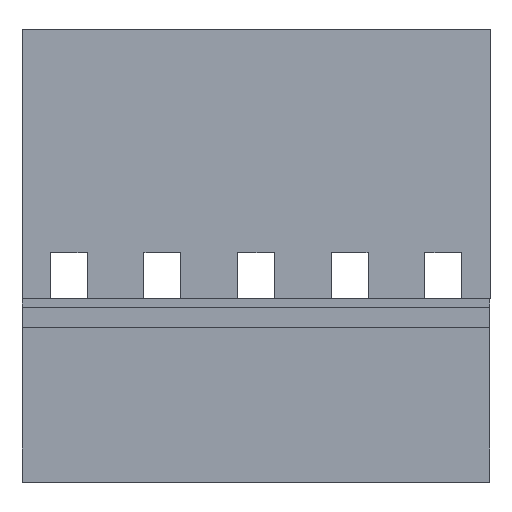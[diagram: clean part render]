
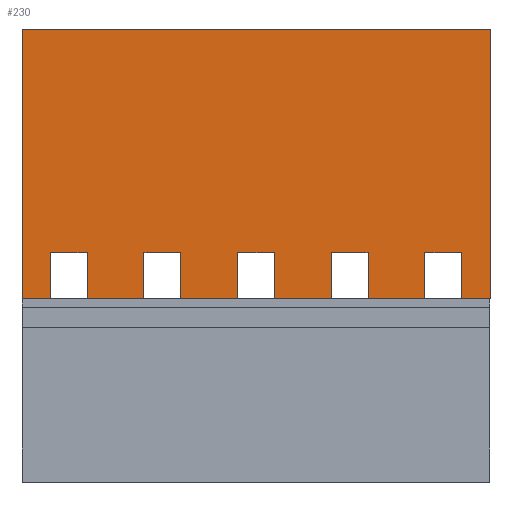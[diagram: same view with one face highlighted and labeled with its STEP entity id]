
A CAD part, front view. The second image highlights one B-rep face of the part: STEP entity #230.
In plain terms, the highlighted planar face has unit normal (0, -1, 0).
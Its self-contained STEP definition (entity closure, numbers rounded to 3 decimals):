
#34=AXIS2_PLACEMENT_3D('Plane Axis2P3D',#31,#32,#33) ;
#31=CARTESIAN_POINT('Axis2P3D Location',(0.,0.8,9.5)) ;
#36=CARTESIAN_POINT('Line Origine',(24.63,0.8,9.95)) ;
#40=CARTESIAN_POINT('Vertex',(23.86,0.8,9.95)) ;
#42=CARTESIAN_POINT('Vertex',(25.4,0.8,9.95)) ;
#45=CARTESIAN_POINT('Line Origine',(25.4,0.8,17.25)) ;
#49=CARTESIAN_POINT('Vertex',(25.4,0.8,24.55)) ;
#52=CARTESIAN_POINT('Line Origine',(12.7,0.8,24.55)) ;
#56=CARTESIAN_POINT('Vertex',(0.,0.8,24.55)) ;
#59=CARTESIAN_POINT('Line Origine',(0.,0.8,17.25)) ;
#63=CARTESIAN_POINT('Vertex',(0.,0.8,9.95)) ;
#66=CARTESIAN_POINT('Line Origine',(0.77,0.8,9.95)) ;
#70=CARTESIAN_POINT('Vertex',(1.54,0.8,9.95)) ;
#73=CARTESIAN_POINT('Line Origine',(1.54,0.8,11.2)) ;
#77=CARTESIAN_POINT('Vertex',(1.54,0.8,12.45)) ;
#80=CARTESIAN_POINT('Line Origine',(2.54,0.8,12.45)) ;
#84=CARTESIAN_POINT('Vertex',(3.54,0.8,12.45)) ;
#87=CARTESIAN_POINT('Line Origine',(3.54,0.8,11.2)) ;
#91=CARTESIAN_POINT('Vertex',(3.54,0.8,9.95)) ;
#94=CARTESIAN_POINT('Line Origine',(5.08,0.8,9.95)) ;
#98=CARTESIAN_POINT('Vertex',(6.62,0.8,9.95)) ;
#101=CARTESIAN_POINT('Line Origine',(6.62,0.8,11.2)) ;
#105=CARTESIAN_POINT('Vertex',(6.62,0.8,12.45)) ;
#108=CARTESIAN_POINT('Line Origine',(7.62,0.8,12.45)) ;
#112=CARTESIAN_POINT('Vertex',(8.62,0.8,12.45)) ;
#115=CARTESIAN_POINT('Line Origine',(8.62,0.8,11.2)) ;
#119=CARTESIAN_POINT('Vertex',(8.62,0.8,9.95)) ;
#122=CARTESIAN_POINT('Line Origine',(10.16,0.8,9.95)) ;
#126=CARTESIAN_POINT('Vertex',(11.7,0.8,9.95)) ;
#129=CARTESIAN_POINT('Line Origine',(11.7,0.8,11.2)) ;
#133=CARTESIAN_POINT('Vertex',(11.7,0.8,12.45)) ;
#136=CARTESIAN_POINT('Line Origine',(12.7,0.8,12.45)) ;
#140=CARTESIAN_POINT('Vertex',(13.7,0.8,12.45)) ;
#143=CARTESIAN_POINT('Line Origine',(13.7,0.8,11.2)) ;
#147=CARTESIAN_POINT('Vertex',(13.7,0.8,9.95)) ;
#150=CARTESIAN_POINT('Line Origine',(15.24,0.8,9.95)) ;
#154=CARTESIAN_POINT('Vertex',(16.78,0.8,9.95)) ;
#157=CARTESIAN_POINT('Line Origine',(16.78,0.8,11.2)) ;
#161=CARTESIAN_POINT('Vertex',(16.78,0.8,12.45)) ;
#164=CARTESIAN_POINT('Line Origine',(17.78,0.8,12.45)) ;
#168=CARTESIAN_POINT('Vertex',(18.78,0.8,12.45)) ;
#171=CARTESIAN_POINT('Line Origine',(18.78,0.8,11.2)) ;
#175=CARTESIAN_POINT('Vertex',(18.78,0.8,9.95)) ;
#178=CARTESIAN_POINT('Line Origine',(20.32,0.8,9.95)) ;
#182=CARTESIAN_POINT('Vertex',(21.86,0.8,9.95)) ;
#185=CARTESIAN_POINT('Line Origine',(21.86,0.8,11.2)) ;
#189=CARTESIAN_POINT('Vertex',(21.86,0.8,12.45)) ;
#192=CARTESIAN_POINT('Line Origine',(22.86,0.8,12.45)) ;
#196=CARTESIAN_POINT('Vertex',(23.86,0.8,12.45)) ;
#199=CARTESIAN_POINT('Line Origine',(23.86,0.8,11.2)) ;
#32=DIRECTION('Axis2P3D Direction',(0.,-1.,0.)) ;
#33=DIRECTION('Axis2P3D XDirection',(0.,0.,-1.)) ;
#37=DIRECTION('Vector Direction',(1.,0.,0.)) ;
#46=DIRECTION('Vector Direction',(0.,0.,-1.)) ;
#53=DIRECTION('Vector Direction',(1.,0.,0.)) ;
#60=DIRECTION('Vector Direction',(0.,0.,-1.)) ;
#67=DIRECTION('Vector Direction',(1.,0.,0.)) ;
#74=DIRECTION('Vector Direction',(0.,0.,1.)) ;
#81=DIRECTION('Vector Direction',(1.,0.,0.)) ;
#88=DIRECTION('Vector Direction',(0.,0.,1.)) ;
#95=DIRECTION('Vector Direction',(1.,0.,0.)) ;
#102=DIRECTION('Vector Direction',(0.,0.,1.)) ;
#109=DIRECTION('Vector Direction',(1.,0.,0.)) ;
#116=DIRECTION('Vector Direction',(0.,0.,1.)) ;
#123=DIRECTION('Vector Direction',(1.,0.,0.)) ;
#130=DIRECTION('Vector Direction',(0.,0.,1.)) ;
#137=DIRECTION('Vector Direction',(1.,0.,0.)) ;
#144=DIRECTION('Vector Direction',(0.,0.,1.)) ;
#151=DIRECTION('Vector Direction',(1.,0.,0.)) ;
#158=DIRECTION('Vector Direction',(0.,0.,1.)) ;
#165=DIRECTION('Vector Direction',(1.,0.,0.)) ;
#172=DIRECTION('Vector Direction',(0.,0.,1.)) ;
#179=DIRECTION('Vector Direction',(1.,0.,0.)) ;
#186=DIRECTION('Vector Direction',(0.,0.,1.)) ;
#193=DIRECTION('Vector Direction',(1.,0.,0.)) ;
#200=DIRECTION('Vector Direction',(0.,0.,1.)) ;
#38=VECTOR('Line Direction',#37,1.) ;
#47=VECTOR('Line Direction',#46,1.) ;
#54=VECTOR('Line Direction',#53,1.) ;
#61=VECTOR('Line Direction',#60,1.) ;
#68=VECTOR('Line Direction',#67,1.) ;
#75=VECTOR('Line Direction',#74,1.) ;
#82=VECTOR('Line Direction',#81,1.) ;
#89=VECTOR('Line Direction',#88,1.) ;
#96=VECTOR('Line Direction',#95,1.) ;
#103=VECTOR('Line Direction',#102,1.) ;
#110=VECTOR('Line Direction',#109,1.) ;
#117=VECTOR('Line Direction',#116,1.) ;
#124=VECTOR('Line Direction',#123,1.) ;
#131=VECTOR('Line Direction',#130,1.) ;
#138=VECTOR('Line Direction',#137,1.) ;
#145=VECTOR('Line Direction',#144,1.) ;
#152=VECTOR('Line Direction',#151,1.) ;
#159=VECTOR('Line Direction',#158,1.) ;
#166=VECTOR('Line Direction',#165,1.) ;
#173=VECTOR('Line Direction',#172,1.) ;
#180=VECTOR('Line Direction',#179,1.) ;
#187=VECTOR('Line Direction',#186,1.) ;
#194=VECTOR('Line Direction',#193,1.) ;
#201=VECTOR('Line Direction',#200,1.) ;
#205=ORIENTED_EDGE('',*,*,#44,.T.) ;
#206=ORIENTED_EDGE('',*,*,#51,.T.) ;
#207=ORIENTED_EDGE('',*,*,#58,.F.) ;
#208=ORIENTED_EDGE('',*,*,#65,.F.) ;
#209=ORIENTED_EDGE('',*,*,#72,.T.) ;
#210=ORIENTED_EDGE('',*,*,#79,.T.) ;
#211=ORIENTED_EDGE('',*,*,#86,.T.) ;
#212=ORIENTED_EDGE('',*,*,#93,.F.) ;
#213=ORIENTED_EDGE('',*,*,#100,.T.) ;
#214=ORIENTED_EDGE('',*,*,#107,.T.) ;
#215=ORIENTED_EDGE('',*,*,#114,.T.) ;
#216=ORIENTED_EDGE('',*,*,#121,.F.) ;
#217=ORIENTED_EDGE('',*,*,#128,.T.) ;
#218=ORIENTED_EDGE('',*,*,#135,.T.) ;
#219=ORIENTED_EDGE('',*,*,#142,.T.) ;
#220=ORIENTED_EDGE('',*,*,#149,.F.) ;
#221=ORIENTED_EDGE('',*,*,#156,.T.) ;
#222=ORIENTED_EDGE('',*,*,#163,.T.) ;
#223=ORIENTED_EDGE('',*,*,#170,.T.) ;
#224=ORIENTED_EDGE('',*,*,#177,.F.) ;
#225=ORIENTED_EDGE('',*,*,#184,.T.) ;
#226=ORIENTED_EDGE('',*,*,#191,.T.) ;
#227=ORIENTED_EDGE('',*,*,#198,.T.) ;
#228=ORIENTED_EDGE('',*,*,#203,.F.) ;
#230=ADVANCED_FACE('_BLC 5.08/5R OR 1610520000',(#229),#35,.T.) ;
#44=EDGE_CURVE('',#41,#43,#39,.T.) ;
#51=EDGE_CURVE('',#43,#50,#48,.F.) ;
#58=EDGE_CURVE('',#57,#50,#55,.T.) ;
#65=EDGE_CURVE('',#64,#57,#62,.F.) ;
#72=EDGE_CURVE('',#64,#71,#69,.T.) ;
#79=EDGE_CURVE('',#71,#78,#76,.T.) ;
#86=EDGE_CURVE('',#78,#85,#83,.T.) ;
#93=EDGE_CURVE('',#92,#85,#90,.T.) ;
#100=EDGE_CURVE('',#92,#99,#97,.T.) ;
#107=EDGE_CURVE('',#99,#106,#104,.T.) ;
#114=EDGE_CURVE('',#106,#113,#111,.T.) ;
#121=EDGE_CURVE('',#120,#113,#118,.T.) ;
#128=EDGE_CURVE('',#120,#127,#125,.T.) ;
#135=EDGE_CURVE('',#127,#134,#132,.T.) ;
#142=EDGE_CURVE('',#134,#141,#139,.T.) ;
#149=EDGE_CURVE('',#148,#141,#146,.T.) ;
#156=EDGE_CURVE('',#148,#155,#153,.T.) ;
#163=EDGE_CURVE('',#155,#162,#160,.T.) ;
#170=EDGE_CURVE('',#162,#169,#167,.T.) ;
#177=EDGE_CURVE('',#176,#169,#174,.T.) ;
#184=EDGE_CURVE('',#176,#183,#181,.T.) ;
#191=EDGE_CURVE('',#183,#190,#188,.T.) ;
#198=EDGE_CURVE('',#190,#197,#195,.T.) ;
#203=EDGE_CURVE('',#41,#197,#202,.T.) ;
#204=EDGE_LOOP('',(#205,#206,#207,#208,#209,#210,#211,#212,#213,#214,#215,#216,#217,#218,#219,#220,#221,#222,#223,#224,#225,#226,#227,#228)) ;
#229=FACE_OUTER_BOUND('',#204,.T.) ;
#39=LINE('Line',#36,#38) ;
#48=LINE('Line',#45,#47) ;
#55=LINE('Line',#52,#54) ;
#62=LINE('Line',#59,#61) ;
#69=LINE('Line',#66,#68) ;
#76=LINE('Line',#73,#75) ;
#83=LINE('Line',#80,#82) ;
#90=LINE('Line',#87,#89) ;
#97=LINE('Line',#94,#96) ;
#104=LINE('Line',#101,#103) ;
#111=LINE('Line',#108,#110) ;
#118=LINE('Line',#115,#117) ;
#125=LINE('Line',#122,#124) ;
#132=LINE('Line',#129,#131) ;
#139=LINE('Line',#136,#138) ;
#146=LINE('Line',#143,#145) ;
#153=LINE('Line',#150,#152) ;
#160=LINE('Line',#157,#159) ;
#167=LINE('Line',#164,#166) ;
#174=LINE('Line',#171,#173) ;
#181=LINE('Line',#178,#180) ;
#188=LINE('Line',#185,#187) ;
#195=LINE('Line',#192,#194) ;
#202=LINE('Line',#199,#201) ;
#35=PLANE('',#34) ;
#41=VERTEX_POINT('',#40) ;
#43=VERTEX_POINT('',#42) ;
#50=VERTEX_POINT('',#49) ;
#57=VERTEX_POINT('',#56) ;
#64=VERTEX_POINT('',#63) ;
#71=VERTEX_POINT('',#70) ;
#78=VERTEX_POINT('',#77) ;
#85=VERTEX_POINT('',#84) ;
#92=VERTEX_POINT('',#91) ;
#99=VERTEX_POINT('',#98) ;
#106=VERTEX_POINT('',#105) ;
#113=VERTEX_POINT('',#112) ;
#120=VERTEX_POINT('',#119) ;
#127=VERTEX_POINT('',#126) ;
#134=VERTEX_POINT('',#133) ;
#141=VERTEX_POINT('',#140) ;
#148=VERTEX_POINT('',#147) ;
#155=VERTEX_POINT('',#154) ;
#162=VERTEX_POINT('',#161) ;
#169=VERTEX_POINT('',#168) ;
#176=VERTEX_POINT('',#175) ;
#183=VERTEX_POINT('',#182) ;
#190=VERTEX_POINT('',#189) ;
#197=VERTEX_POINT('',#196) ;
